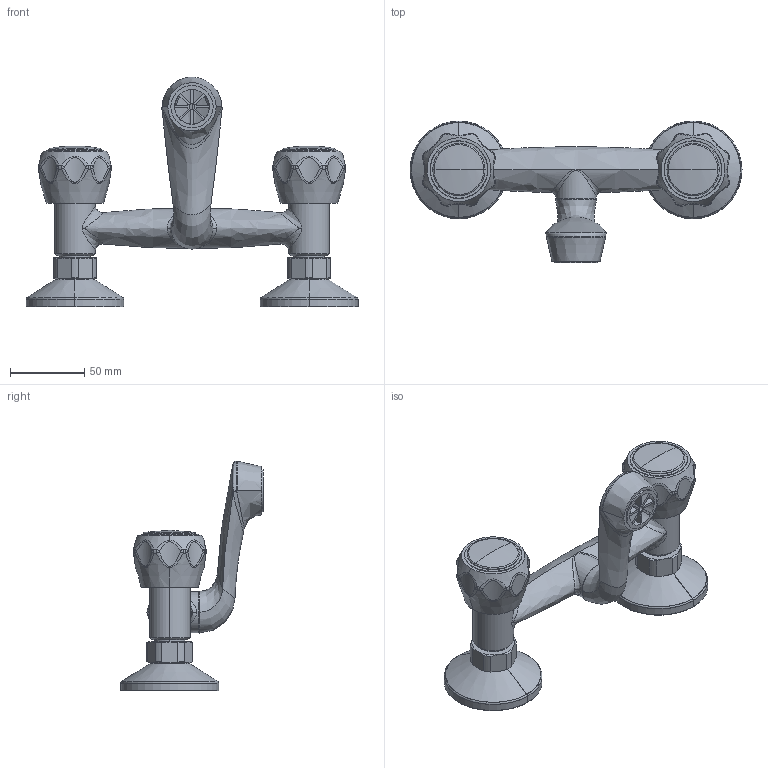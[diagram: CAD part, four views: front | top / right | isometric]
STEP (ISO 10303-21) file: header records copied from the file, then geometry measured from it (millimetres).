
FILE_DESCRIPTION((''),'2;1');
FILE_NAME('DA028CR','2021-11-09T13:10:15',('ut3'),('PAFFONI SpA'),'CREO PARAMETRIC BY PTC INC, 2020044','CREO PARAMETRIC BY PTC INC, 2020044','');
FILE_SCHEMA(('CONFIG_CONTROL_DESIGN','SHAPE_APPEARANCE_LAYERS_GROUPS'));
Length unit declared in the file: millimetre
Products named in the file (1): DA028CR
Bounding box: 224 x 96 x 154.99 mm (x, y, z)
Volume: 169126.5 mm3; surface area: 109463.6 mm2
Topology: 3 solids, 3 shells, 729 faces, 1790 edges, 1111 vertices
Faces by surface type: plane 226, cylinder 218, bspline 129, cone 98, torus 50, sphere 8
Entity records: 40796 total; most frequent: CARTESIAN_POINT 18776, ORIENTED_EDGE 3564, DIRECTION 3293, EDGE_CURVE 1782, AXIS2_PLACEMENT_3D 1342, VERTEX_POINT 1111, EDGE_LOOP 829, FILL_AREA_STYLE_COLOUR 797
